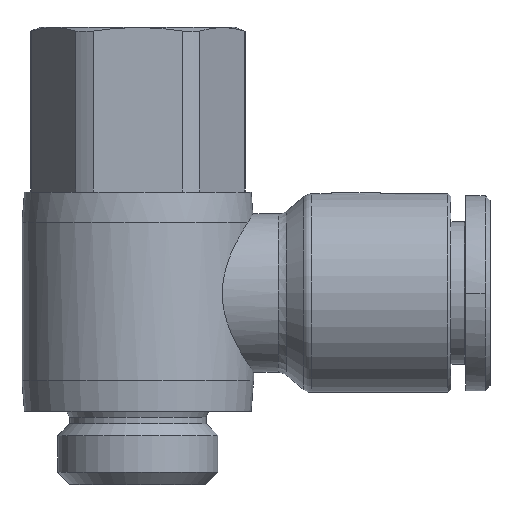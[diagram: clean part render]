
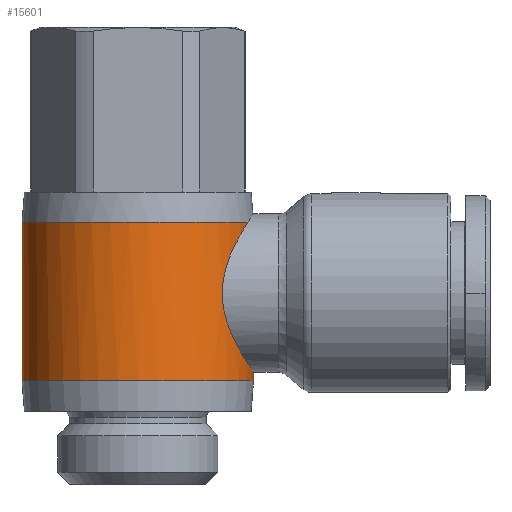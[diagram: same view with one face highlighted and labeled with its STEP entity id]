
A CAD part, front view. The second image highlights one B-rep face of the part: STEP entity #15601.
In plain terms, the highlighted cylindrical face has radius 9.5 mm (diameter 19 mm), a partial arc.
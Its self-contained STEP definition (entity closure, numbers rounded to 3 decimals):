
#206=CARTESIAN_POINT('',(14.4,0.,5.8));
#207=VERTEX_POINT('',#206);
#240=CARTESIAN_POINT('',(-4.6,0.,-7.2));
#241=VERTEX_POINT('',#240);
#257=CARTESIAN_POINT('',(14.4,0.,-7.2));
#258=VERTEX_POINT('',#257);
#344=CARTESIAN_POINT('',(-4.6,0.,-6.5));
#345=VERTEX_POINT('',#344);
#346=CARTESIAN_POINT('',(-4.6,0.,-7.2));
#347=DIRECTION('',(0.0,0.0,1.0));
#348=VECTOR('',#347,0.7);
#349=LINE('',#346,#348);
#350=EDGE_CURVE('',#241,#345,#349,.T.);
#353=CARTESIAN_POINT('',(14.4,0.,5.8));
#354=DIRECTION('',(0.0,0.0,-1.0));
#355=VECTOR('',#354,13.0);
#356=LINE('',#353,#355);
#357=EDGE_CURVE('',#207,#258,#356,.T.);
#15366=CARTESIAN_POINT('',(-4.135,2.934,5.8));
#15367=VERTEX_POINT('',#15366);
#15379=CARTESIAN_POINT('',(-4.135,2.934,5.8));
#15380=CARTESIAN_POINT('',(-4.054,3.185,5.673));
#15381=CARTESIAN_POINT('',(-3.964,3.426,5.531));
#15382=CARTESIAN_POINT('',(-3.725,4.001,5.14));
#15383=CARTESIAN_POINT('',(-3.568,4.317,4.875));
#15384=CARTESIAN_POINT('',(-3.258,4.879,4.314));
#15385=CARTESIAN_POINT('',(-3.092,5.144,3.995));
#15386=CARTESIAN_POINT('',(-2.768,5.615,3.301));
#15387=CARTESIAN_POINT('',(-2.611,5.821,2.925));
#15388=CARTESIAN_POINT('',(-2.339,6.155,2.132));
#15389=CARTESIAN_POINT('',(-2.225,6.285,1.716));
#15390=CARTESIAN_POINT('',(-2.069,6.457,0.864));
#15391=CARTESIAN_POINT('',(-2.028,6.5,0.429));
#15392=CARTESIAN_POINT('',(-2.028,6.5,0.));
#15393=CARTESIAN_POINT('',(-2.028,6.5,-0.429));
#15394=CARTESIAN_POINT('',(-2.069,6.457,-0.864));
#15395=CARTESIAN_POINT('',(-2.225,6.285,-1.716));
#15396=CARTESIAN_POINT('',(-2.339,6.155,-2.132));
#15397=CARTESIAN_POINT('',(-2.611,5.821,-2.925));
#15398=CARTESIAN_POINT('',(-2.768,5.615,-3.301));
#15399=CARTESIAN_POINT('',(-3.092,5.144,-3.995));
#15400=CARTESIAN_POINT('',(-3.258,4.879,-4.314));
#15401=CARTESIAN_POINT('',(-3.568,4.317,-4.875));
#15402=CARTESIAN_POINT('',(-3.725,4.001,-5.14));
#15403=CARTESIAN_POINT('',(-4.014,3.306,-5.612));
#15404=CARTESIAN_POINT('',(-4.147,2.928,-5.819));
#15405=CARTESIAN_POINT('',(-4.367,2.13,-6.156));
#15406=CARTESIAN_POINT('',(-4.455,1.711,-6.286));
#15407=CARTESIAN_POINT('',(-4.571,0.857,-6.458));
#15408=CARTESIAN_POINT('',(-4.6,0.424,-6.5));
#15409=CARTESIAN_POINT('',(-4.6,0.,-6.5));
#15410=B_SPLINE_CURVE_WITH_KNOTS('',3,(#15379,#15380,#15381,#15382,#15383,#15384,#15385,#15386,#15387,#15388,#15389,#15390,#15391,#15392,#15393,#15394,#15395,#15396,#15397,#15398,#15399,#15400,#15401,#15402,#15403,#15404,#15405,#15406,#15407,#15408,#15409),.UNSPECIFIED.,.F.,.U.,(4,2,2,2,2,2,3,2,2,2,2,2,2,2,4),(-7.251,-6.419,-5.148,-3.861,-2.574,-1.287,0.0,1.287,2.574,3.861,5.148,6.419,7.69,8.96,10.231),.UNSPECIFIED.);
#15411=EDGE_CURVE('',#15367,#345,#15410,.T.);
#15577=CARTESIAN_POINT('',(4.9,0.,-0.7));
#15578=DIRECTION('',(0.,0.,1.0));
#15579=DIRECTION('',(-1.0,0.0,0.0));
#15580=AXIS2_PLACEMENT_3D('',#15577,#15578,#15579);
#15581=CYLINDRICAL_SURFACE('',#15580,9.5);
#15582=ORIENTED_EDGE('',*,*,#350,.T.);
#15583=ORIENTED_EDGE('',*,*,#15411,.F.);
#15584=CARTESIAN_POINT('',(4.9,0.,5.8));
#15585=DIRECTION('',(0.0,0.0,1.0));
#15586=DIRECTION('',(-1.0,0.0,0.0));
#15587=AXIS2_PLACEMENT_3D('',#15584,#15585,#15586);
#15588=CIRCLE('',#15587,9.5);
#15589=EDGE_CURVE('',#207,#15367,#15588,.T.);
#15590=ORIENTED_EDGE('',*,*,#15589,.F.);
#15591=ORIENTED_EDGE('',*,*,#357,.T.);
#15592=CARTESIAN_POINT('',(4.9,0.,-7.2));
#15593=DIRECTION('',(0.0,0.0,1.0));
#15594=DIRECTION('',(-1.0,0.0,0.0));
#15595=AXIS2_PLACEMENT_3D('',#15592,#15593,#15594);
#15596=CIRCLE('',#15595,9.5);
#15597=EDGE_CURVE('',#258,#241,#15596,.T.);
#15598=ORIENTED_EDGE('',*,*,#15597,.T.);
#15599=EDGE_LOOP('',(#15582,#15583,#15590,#15591,#15598));
#15600=FACE_OUTER_BOUND('',#15599,.T.);
#15601=ADVANCED_FACE('',(#15600),#15581,.T.);
